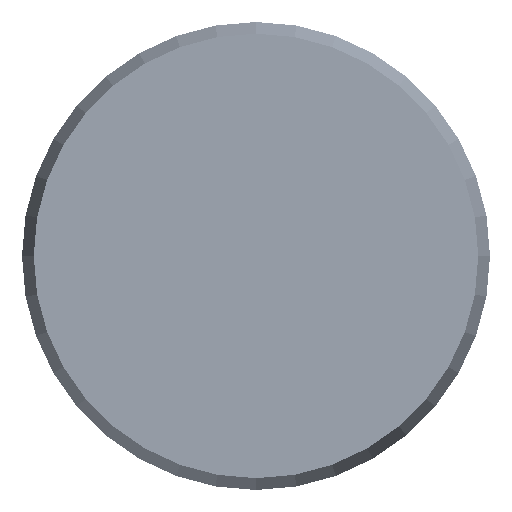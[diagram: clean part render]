
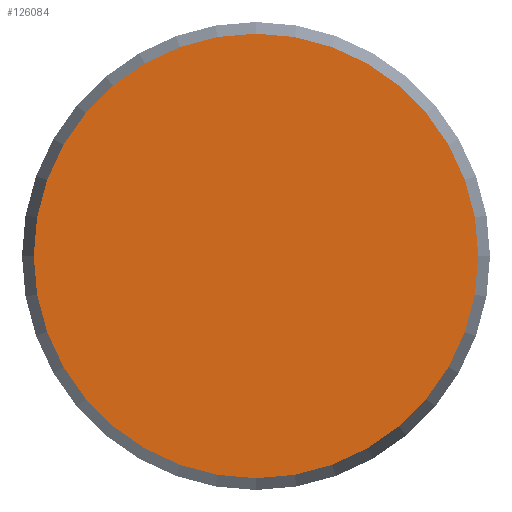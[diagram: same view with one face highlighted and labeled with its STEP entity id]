
A CAD part, top view. The second image highlights one B-rep face of the part: STEP entity #126084.
In plain terms, the highlighted planar face has unit normal (0, 0, 1).
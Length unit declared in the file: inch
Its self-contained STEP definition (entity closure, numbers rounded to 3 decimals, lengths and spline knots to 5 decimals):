
#2507 = DIRECTION ( 'NONE',  ( 0., 0., 1. ) ) ;
#5821 = EDGE_CURVE ( 'NONE', #46953, #79311, #64917, .T. ) ;
#13712 = DIRECTION ( 'NONE',  ( 0., 0., 1. ) ) ;
#26772 = CARTESIAN_POINT ( 'NONE',  ( 0., 0., 0. ) ) ;
#45235 = EDGE_CURVE ( 'NONE', #79311, #46953, #96624, .T. ) ;
#46953 = VERTEX_POINT ( 'NONE', #88961 ) ;
#47389 = DIRECTION ( 'NONE',  ( 1., 0., 0. ) ) ;
#59265 = FACE_OUTER_BOUND ( 'NONE', #116967, .T. ) ;
#64917 = CIRCLE ( 'NONE', #150029, 0.7595 ) ;
#72585 = AXIS2_PLACEMENT_3D ( 'NONE', #117880, #13712, #81342 ) ;
#73954 = CARTESIAN_POINT ( 'NONE',  ( 0., 0., 0. ) ) ;
#79166 = ORIENTED_EDGE ( 'NONE', *, *, #5821, .T. ) ;
#79311 = VERTEX_POINT ( 'NONE', #91987 ) ;
#81342 = DIRECTION ( 'NONE',  ( 1., 0., 0. ) ) ;
#86970 = AXIS2_PLACEMENT_3D ( 'NONE', #73954, #94544, #47389 ) ;
#88961 = CARTESIAN_POINT ( 'NONE',  ( -0.7595, 0., 0. ) ) ;
#91987 = CARTESIAN_POINT ( 'NONE',  ( 0.7595, 0., 0. ) ) ;
#94544 = DIRECTION ( 'NONE',  ( 0., 0., 1. ) ) ;
#94985 = ORIENTED_EDGE ( 'NONE', *, *, #45235, .T. ) ;
#96624 = CIRCLE ( 'NONE', #86970, 0.7595 ) ;
#108147 = DIRECTION ( 'NONE',  ( 1., 0., 0. ) ) ;
#116967 = EDGE_LOOP ( 'NONE', ( #79166, #94985 ) ) ;
#117880 = CARTESIAN_POINT ( 'NONE',  ( 0.164, 0., 0. ) ) ;
#119384 = PLANE ( 'NONE',  #72585 ) ;
#126084 = ADVANCED_FACE ( 'NONE', ( #59265 ), #119384, .T. ) ;
#150029 = AXIS2_PLACEMENT_3D ( 'NONE', #26772, #2507, #108147 ) ;
